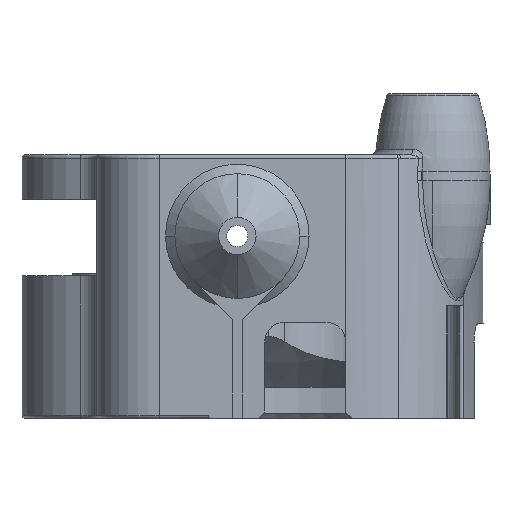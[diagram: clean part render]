
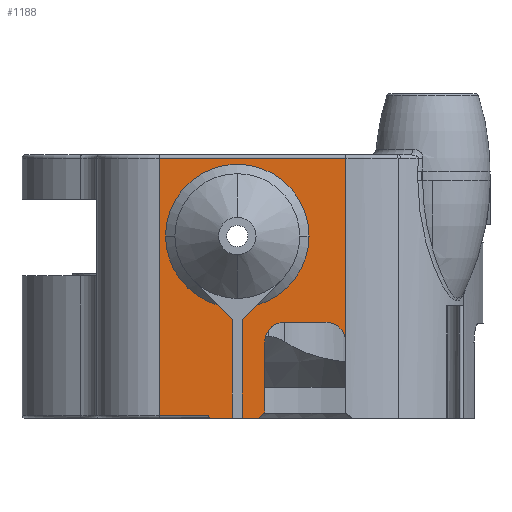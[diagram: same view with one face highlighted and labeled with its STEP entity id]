
A CAD part, front view. The second image highlights one B-rep face of the part: STEP entity #1188.
In plain terms, the highlighted planar face has unit normal (0, -1, 0).
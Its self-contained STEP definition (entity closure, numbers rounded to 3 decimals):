
#168 = DIRECTION ( 'NONE',  ( 0., 0., -1. ) ) ;
#203 = DIRECTION ( 'NONE',  ( 0., -1., 0. ) ) ;
#275 = VECTOR ( 'NONE', #10799, 1000. ) ;
#332 = VERTEX_POINT ( 'NONE', #3353 ) ;
#473 = DIRECTION ( 'NONE',  ( 0., 1., 0. ) ) ;
#505 = DIRECTION ( 'NONE',  ( -1., 0., 0. ) ) ;
#605 = ORIENTED_EDGE ( 'NONE', *, *, #7381, .F. ) ;
#686 = EDGE_LOOP ( 'NONE', ( #605, #6976, #12783, #738, #9629 ) ) ;
#731 = VERTEX_POINT ( 'NONE', #3580 ) ;
#738 = ORIENTED_EDGE ( 'NONE', *, *, #2495, .F. ) ;
#781 = ORIENTED_EDGE ( 'NONE', *, *, #1713, .T. ) ;
#829 = LINE ( 'NONE', #9736, #275 ) ;
#877 = CARTESIAN_POINT ( 'NONE',  ( -11.5, -16.35, 0. ) ) ;
#886 = EDGE_CURVE ( 'NONE', #2278, #7624, #9154, .T. ) ;
#902 = VECTOR ( 'NONE', #4102, 1000. ) ;
#906 = DIRECTION ( 'NONE',  ( 0., 0., 1. ) ) ;
#974 = CARTESIAN_POINT ( 'NONE',  ( -12., -16.35, 6.5 ) ) ;
#1107 = DIRECTION ( 'NONE',  ( 1., 0., 0. ) ) ;
#1188 = ADVANCED_FACE ( 'NONE', ( #4692, #9503 ), #8708, .F. ) ;
#1250 = ORIENTED_EDGE ( 'NONE', *, *, #7391, .F. ) ;
#1273 = LINE ( 'NONE', #5309, #10924 ) ;
#1290 = DIRECTION ( 'NONE',  ( 0.707, 0., 0.707 ) ) ;
#1297 = CARTESIAN_POINT ( 'NONE',  ( 1.35, -16.35, -6.9 ) ) ;
#1312 = CIRCLE ( 'NONE', #11643, 5.75 ) ;
#1333 = EDGE_CURVE ( 'NONE', #6263, #731, #6999, .T. ) ;
#1404 = CARTESIAN_POINT ( 'NONE',  ( -4.222, -16.35, -5.543 ) ) ;
#1426 = CARTESIAN_POINT ( 'NONE',  ( 1.35, -16.35, -6.9 ) ) ;
#1430 = VERTEX_POINT ( 'NONE', #5884 ) ;
#1632 = EDGE_CURVE ( 'NONE', #731, #332, #10012, .T. ) ;
#1689 = DIRECTION ( 'NONE',  ( -1., 0., 0. ) ) ;
#1713 = EDGE_CURVE ( 'NONE', #10642, #1866, #3067, .T. ) ;
#1866 = VERTEX_POINT ( 'NONE', #1426 ) ;
#2051 = VERTEX_POINT ( 'NONE', #4790 ) ;
#2092 = DIRECTION ( 'NONE',  ( -0.5, 0., 0.866 ) ) ;
#2226 = CARTESIAN_POINT ( 'NONE',  ( -9.286, -16.35, -3.536 ) ) ;
#2235 = ORIENTED_EDGE ( 'NONE', *, *, #11663, .T. ) ;
#2278 = VERTEX_POINT ( 'NONE', #12067 ) ;
#2394 = ORIENTED_EDGE ( 'NONE', *, *, #1333, .F. ) ;
#2495 = EDGE_CURVE ( 'NONE', #1430, #7624, #10796, .T. ) ;
#2515 = AXIS2_PLACEMENT_3D ( 'NONE', #5184, #9185, #168 ) ;
#2527 = LINE ( 'NONE', #6517, #9985 ) ;
#2710 = EDGE_CURVE ( 'NONE', #332, #5975, #829, .T. ) ;
#2768 = ORIENTED_EDGE ( 'NONE', *, *, #9347, .F. ) ;
#2933 = VERTEX_POINT ( 'NONE', #4134 ) ;
#3067 = LINE ( 'NONE', #1297, #3183 ) ;
#3183 = VECTOR ( 'NONE', #12129, 1000. ) ;
#3313 = DIRECTION ( 'NONE',  ( 1., 0., 0. ) ) ;
#3353 = CARTESIAN_POINT ( 'NONE',  ( -12., -16.35, 6.25 ) ) ;
#3389 = CARTESIAN_POINT ( 'NONE',  ( 2.95, -16.35, -8.5 ) ) ;
#3458 = ORIENTED_EDGE ( 'NONE', *, *, #10318, .F. ) ;
#3495 = CARTESIAN_POINT ( 'NONE',  ( -17., -16.35, 6.5 ) ) ;
#3499 = CARTESIAN_POINT ( 'NONE',  ( 2.957, -16.35, 6.25 ) ) ;
#3580 = CARTESIAN_POINT ( 'NONE',  ( -12., -16.35, -14.35 ) ) ;
#3585 = DIRECTION ( 'NONE',  ( 0., 0., 1. ) ) ;
#3693 = VECTOR ( 'NONE', #1290, 1000. ) ;
#3774 = EDGE_CURVE ( 'NONE', #1430, #12963, #1312, .T. ) ;
#3793 = CIRCLE ( 'NONE', #5701, 1.6 ) ;
#3842 = DIRECTION ( 'NONE',  ( 0., 1., 0. ) ) ;
#3980 = LINE ( 'NONE', #7085, #5858 ) ;
#4102 = DIRECTION ( 'NONE',  ( 0.707, 0., -0.707 ) ) ;
#4134 = CARTESIAN_POINT ( 'NONE',  ( -3.55, -16.35, -14.1 ) ) ;
#4148 = CARTESIAN_POINT ( 'NONE',  ( -5.75, -16.35, 0. ) ) ;
#4224 = DIRECTION ( 'NONE',  ( -0.707, 0., 0.707 ) ) ;
#4395 = LINE ( 'NONE', #3389, #10648 ) ;
#4692 = FACE_BOUND ( 'NONE', #686, .T. ) ;
#4725 = EDGE_LOOP ( 'NONE', ( #6964, #12886, #2394, #2768, #8612, #2235, #6689, #10539, #781, #10555, #1250, #6043, #3458 ) ) ;
#4790 = CARTESIAN_POINT ( 'NONE',  ( 2.957, -16.35, -14.107 ) ) ;
#4938 = VECTOR ( 'NONE', #906, 1000. ) ;
#5024 = EDGE_CURVE ( 'NONE', #2278, #11608, #9228, .T. ) ;
#5184 = CARTESIAN_POINT ( 'NONE',  ( 1.35, -16.35, -8.5 ) ) ;
#5309 = CARTESIAN_POINT ( 'NONE',  ( 2.957, -16.35, 6.5 ) ) ;
#5365 = CARTESIAN_POINT ( 'NONE',  ( -5.75, -16.35, 0. ) ) ;
#5392 = AXIS2_PLACEMENT_3D ( 'NONE', #9844, #3842, #7856 ) ;
#5584 = LINE ( 'NONE', #11524, #3693 ) ;
#5633 = CARTESIAN_POINT ( 'NONE',  ( -3.55, -16.35, -8.5 ) ) ;
#5651 = EDGE_CURVE ( 'NONE', #7827, #7560, #2527, .T. ) ;
#5701 = AXIS2_PLACEMENT_3D ( 'NONE', #6234, #9317, #3313 ) ;
#5858 = VECTOR ( 'NONE', #11044, 1000. ) ;
#5884 = CARTESIAN_POINT ( 'NONE',  ( 0., -16.35, 0. ) ) ;
#5886 = CARTESIAN_POINT ( 'NONE',  ( -8.2, -16.35, -14.175 ) ) ;
#5890 = CARTESIAN_POINT ( 'NONE',  ( -8.098, -16.35, -14.35 ) ) ;
#5975 = VERTEX_POINT ( 'NONE', #3499 ) ;
#6010 = CARTESIAN_POINT ( 'NONE',  ( -5.75, -16.35, -7.071 ) ) ;
#6043 = ORIENTED_EDGE ( 'NONE', *, *, #11607, .F. ) ;
#6234 = CARTESIAN_POINT ( 'NONE',  ( -1.95, -16.35, -8.5 ) ) ;
#6263 = VERTEX_POINT ( 'NONE', #5890 ) ;
#6354 = DIRECTION ( 'NONE',  ( 0., 0., -1. ) ) ;
#6517 = CARTESIAN_POINT ( 'NONE',  ( 0., -16.35, -14.6 ) ) ;
#6668 = VERTEX_POINT ( 'NONE', #12008 ) ;
#6689 = ORIENTED_EDGE ( 'NONE', *, *, #10133, .F. ) ;
#6722 = VECTOR ( 'NONE', #4224, 1000. ) ;
#6737 = DIRECTION ( 'NONE',  ( 1., 0., 0. ) ) ;
#6754 = CIRCLE ( 'NONE', #2515, 1.6 ) ;
#6964 = ORIENTED_EDGE ( 'NONE', *, *, #2710, .F. ) ;
#6976 = ORIENTED_EDGE ( 'NONE', *, *, #5024, .F. ) ;
#6999 = LINE ( 'NONE', #8967, #11475 ) ;
#7085 = CARTESIAN_POINT ( 'NONE',  ( -3.55, -16.35, -8.5 ) ) ;
#7185 = DIRECTION ( 'NONE',  ( 0.707, 0., 0.707 ) ) ;
#7381 = EDGE_CURVE ( 'NONE', #11608, #12963, #5584, .T. ) ;
#7391 = EDGE_CURVE ( 'NONE', #6668, #8801, #4395, .T. ) ;
#7560 = VERTEX_POINT ( 'NONE', #9786 ) ;
#7624 = VERTEX_POINT ( 'NONE', #877 ) ;
#7749 = DIRECTION ( 'NONE',  ( 0., 1., 0. ) ) ;
#7827 = VERTEX_POINT ( 'NONE', #11977 ) ;
#7856 = DIRECTION ( 'NONE',  ( -1., 0., 0. ) ) ;
#7959 = AXIS2_PLACEMENT_3D ( 'NONE', #3495, #473, #6737 ) ;
#8231 = LINE ( 'NONE', #12271, #6722 ) ;
#8239 = CARTESIAN_POINT ( 'NONE',  ( -1.95, -16.35, -6.9 ) ) ;
#8403 = VECTOR ( 'NONE', #7185, 1000. ) ;
#8612 = ORIENTED_EDGE ( 'NONE', *, *, #5651, .F. ) ;
#8708 = PLANE ( 'NONE',  #7959 ) ;
#8801 = VERTEX_POINT ( 'NONE', #9845 ) ;
#8967 = CARTESIAN_POINT ( 'NONE',  ( -17., -16.35, -14.35 ) ) ;
#9031 = VECTOR ( 'NONE', #2092, 1000. ) ;
#9084 = LINE ( 'NONE', #9151, #8403 ) ;
#9151 = CARTESIAN_POINT ( 'NONE',  ( -4.05, -16.35, -14.6 ) ) ;
#9154 = CIRCLE ( 'NONE', #5392, 5.75 ) ;
#9185 = DIRECTION ( 'NONE',  ( 0., -1., 0. ) ) ;
#9228 = LINE ( 'NONE', #2226, #902 ) ;
#9317 = DIRECTION ( 'NONE',  ( 0., 1., 0. ) ) ;
#9347 = EDGE_CURVE ( 'NONE', #7560, #6263, #11956, .T. ) ;
#9503 = FACE_OUTER_BOUND ( 'NONE', #4725, .T. ) ;
#9629 = ORIENTED_EDGE ( 'NONE', *, *, #3774, .T. ) ;
#9736 = CARTESIAN_POINT ( 'NONE',  ( 2.957, -16.35, 6.25 ) ) ;
#9786 = CARTESIAN_POINT ( 'NONE',  ( -7.954, -16.35, -14.6 ) ) ;
#9844 = CARTESIAN_POINT ( 'NONE',  ( -5.75, -16.35, 0. ) ) ;
#9845 = CARTESIAN_POINT ( 'NONE',  ( 2.95, -16.35, -8.5 ) ) ;
#9985 = VECTOR ( 'NONE', #505, 1000. ) ;
#10012 = LINE ( 'NONE', #974, #4938 ) ;
#10133 = EDGE_CURVE ( 'NONE', #12995, #2933, #3980, .T. ) ;
#10318 = EDGE_CURVE ( 'NONE', #5975, #2051, #1273, .T. ) ;
#10539 = ORIENTED_EDGE ( 'NONE', *, *, #12873, .T. ) ;
#10555 = ORIENTED_EDGE ( 'NONE', *, *, #12931, .F. ) ;
#10642 = VERTEX_POINT ( 'NONE', #8239 ) ;
#10648 = VECTOR ( 'NONE', #3585, 1000. ) ;
#10796 = CIRCLE ( 'NONE', #11003, 5.75 ) ;
#10799 = DIRECTION ( 'NONE',  ( 1., 0., 0. ) ) ;
#10924 = VECTOR ( 'NONE', #6354, 1000. ) ;
#11003 = AXIS2_PLACEMENT_3D ( 'NONE', #4148, #203, #1107 ) ;
#11044 = DIRECTION ( 'NONE',  ( 0., 0., -1. ) ) ;
#11475 = VECTOR ( 'NONE', #13003, 1000. ) ;
#11524 = CARTESIAN_POINT ( 'NONE',  ( -5.75, -16.35, -7.071 ) ) ;
#11607 = EDGE_CURVE ( 'NONE', #2051, #6668, #8231, .T. ) ;
#11608 = VERTEX_POINT ( 'NONE', #6010 ) ;
#11643 = AXIS2_PLACEMENT_3D ( 'NONE', #5365, #7749, #1689 ) ;
#11663 = EDGE_CURVE ( 'NONE', #7827, #2933, #9084, .T. ) ;
#11956 = LINE ( 'NONE', #5886, #9031 ) ;
#11977 = CARTESIAN_POINT ( 'NONE',  ( -4.05, -16.35, -14.6 ) ) ;
#12008 = CARTESIAN_POINT ( 'NONE',  ( 2.95, -16.35, -14.1 ) ) ;
#12067 = CARTESIAN_POINT ( 'NONE',  ( -7.278, -16.35, -5.543 ) ) ;
#12129 = DIRECTION ( 'NONE',  ( 1., 0., 0. ) ) ;
#12271 = CARTESIAN_POINT ( 'NONE',  ( 3.45, -16.35, -14.6 ) ) ;
#12783 = ORIENTED_EDGE ( 'NONE', *, *, #886, .T. ) ;
#12873 = EDGE_CURVE ( 'NONE', #12995, #10642, #3793, .T. ) ;
#12886 = ORIENTED_EDGE ( 'NONE', *, *, #1632, .F. ) ;
#12931 = EDGE_CURVE ( 'NONE', #8801, #1866, #6754, .T. ) ;
#12963 = VERTEX_POINT ( 'NONE', #1404 ) ;
#12995 = VERTEX_POINT ( 'NONE', #5633 ) ;
#13003 = DIRECTION ( 'NONE',  ( -1., 0., 0. ) ) ;
